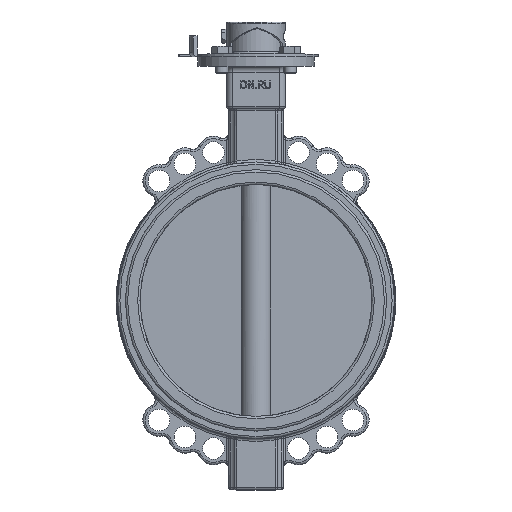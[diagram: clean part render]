
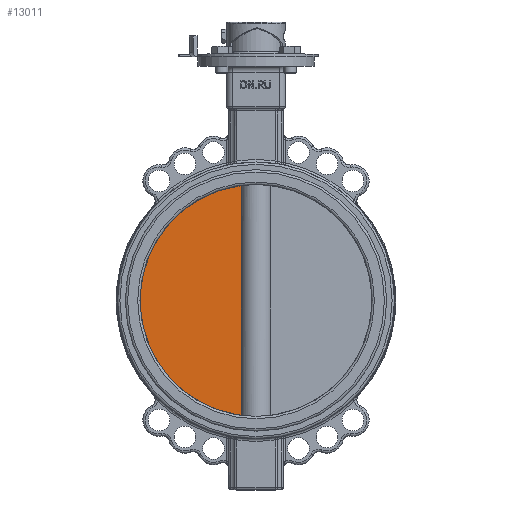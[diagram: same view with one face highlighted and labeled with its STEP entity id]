
A CAD part, top view. The second image highlights one B-rep face of the part: STEP entity #13011.
In plain terms, the highlighted planar face has unit normal (0, 0, 1).
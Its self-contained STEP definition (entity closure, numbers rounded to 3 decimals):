
#421=PLANE('',#14386);
#876=LINE('',#23672,#1658);
#1658=VECTOR('',#16962,10.);
#3724=FACE_OUTER_BOUND('',#4528,.T.);
#4528=EDGE_LOOP('',(#10629,#10630));
#5401=CIRCLE('',#14383,149.8);
#6240=VERTEX_POINT('',#23617);
#6241=VERTEX_POINT('',#23629);
#7790=EDGE_CURVE('',#6240,#6241,#5401,.T.);
#7796=EDGE_CURVE('',#6241,#6240,#876,.T.);
#10629=ORIENTED_EDGE('',*,*,#7796,.T.);
#10630=ORIENTED_EDGE('',*,*,#7790,.T.);
#13011=ADVANCED_FACE('',(#3724),#421,.T.);
#14383=AXIS2_PLACEMENT_3D('',#23640,#16954,#16955);
#14386=AXIS2_PLACEMENT_3D('',#23671,#16960,#16961);
#16954=DIRECTION('center_axis',(0.,0.,1.));
#16955=DIRECTION('ref_axis',(1.,0.,0.));
#16960=DIRECTION('center_axis',(0.,0.,1.));
#16961=DIRECTION('ref_axis',(1.,0.,0.));
#16962=DIRECTION('',(0.,1.,0.));
#23617=CARTESIAN_POINT('',(-19.365,148.543,5.));
#23629=CARTESIAN_POINT('',(-19.365,-148.543,5.));
#23640=CARTESIAN_POINT('Origin',(0.,0.,5.));
#23671=CARTESIAN_POINT('Origin',(0.,0.,5.));
#23672=CARTESIAN_POINT('',(-19.365,0.,5.));
